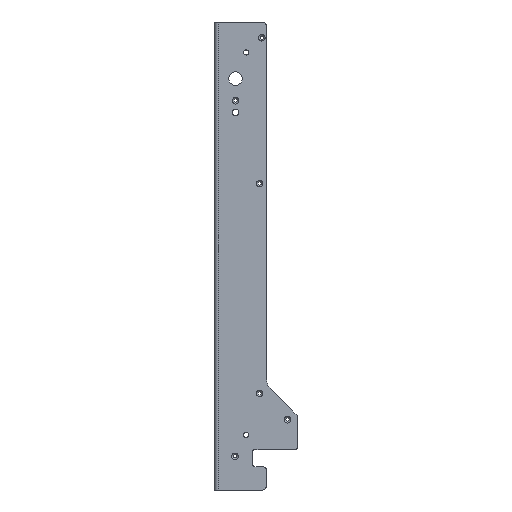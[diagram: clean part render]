
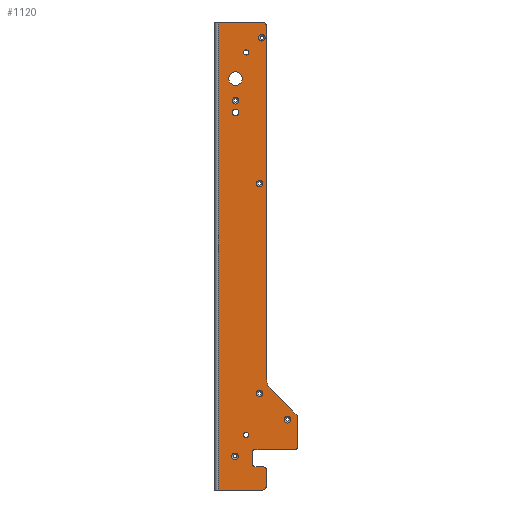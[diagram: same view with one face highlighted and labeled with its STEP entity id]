
A CAD part, front view. The second image highlights one B-rep face of the part: STEP entity #1120.
In plain terms, the highlighted planar face has unit normal (0, -1, 0).
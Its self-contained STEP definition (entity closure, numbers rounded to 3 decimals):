
#24=FACE_BOUND('',#166,.T.);
#25=FACE_BOUND('',#167,.T.);
#26=FACE_BOUND('',#168,.T.);
#27=FACE_BOUND('',#169,.T.);
#28=FACE_BOUND('',#170,.T.);
#29=FACE_BOUND('',#171,.T.);
#30=FACE_BOUND('',#172,.T.);
#31=FACE_BOUND('',#173,.T.);
#32=FACE_BOUND('',#174,.T.);
#33=FACE_BOUND('',#175,.T.);
#79=PLANE('',#1188);
#101=FACE_OUTER_BOUND('',#165,.T.);
#165=EDGE_LOOP('',(#786,#787,#788,#789,#790,#791,#792,#793,#794,#795,#796,
#797,#798,#799,#800,#801,#802,#803));
#166=EDGE_LOOP('',(#804));
#167=EDGE_LOOP('',(#805));
#168=EDGE_LOOP('',(#806));
#169=EDGE_LOOP('',(#807));
#170=EDGE_LOOP('',(#808));
#171=EDGE_LOOP('',(#809));
#172=EDGE_LOOP('',(#810));
#173=EDGE_LOOP('',(#811));
#174=EDGE_LOOP('',(#812));
#175=EDGE_LOOP('',(#813));
#283=LINE('',#1697,#359);
#286=LINE('',#1703,#362);
#287=LINE('',#1707,#363);
#288=LINE('',#1711,#364);
#289=LINE('',#1715,#365);
#290=LINE('',#1719,#366);
#291=LINE('',#1723,#367);
#292=LINE('',#1727,#368);
#293=LINE('',#1729,#369);
#294=LINE('',#1731,#370);
#359=VECTOR('',#1337,15.);
#362=VECTOR('',#1342,8.);
#363=VECTOR('',#1345,12.5);
#364=VECTOR('',#1348,38.);
#365=VECTOR('',#1351,27.757);
#366=VECTOR('',#1354,36.213);
#367=VECTOR('',#1357,336.529);
#368=VECTOR('',#1360,42.);
#369=VECTOR('',#1361,446.);
#370=VECTOR('',#1362,42.);
#434=CIRCLE('',#1186,3.);
#435=CIRCLE('',#1189,2.);
#436=CIRCLE('',#1190,2.);
#437=CIRCLE('',#1191,3.);
#438=CIRCLE('',#1192,3.);
#439=CIRCLE('',#1193,12.);
#440=CIRCLE('',#1194,4.);
#441=CIRCLE('',#1195,4.);
#442=CIRCLE('',#1196,6.5);
#443=CIRCLE('',#1197,3.15);
#444=CIRCLE('',#1198,3.15);
#445=CIRCLE('',#1199,3.15);
#446=CIRCLE('',#1200,3.15);
#447=CIRCLE('',#1201,2.459);
#448=CIRCLE('',#1202,2.459);
#449=CIRCLE('',#1203,3.15);
#450=CIRCLE('',#1204,3.15);
#451=CIRCLE('',#1205,3.15);
#512=VERTEX_POINT('',#1690);
#513=VERTEX_POINT('',#1692);
#514=VERTEX_POINT('',#1696);
#516=VERTEX_POINT('',#1702);
#517=VERTEX_POINT('',#1704);
#518=VERTEX_POINT('',#1706);
#519=VERTEX_POINT('',#1708);
#520=VERTEX_POINT('',#1710);
#521=VERTEX_POINT('',#1712);
#522=VERTEX_POINT('',#1714);
#523=VERTEX_POINT('',#1716);
#524=VERTEX_POINT('',#1718);
#525=VERTEX_POINT('',#1720);
#526=VERTEX_POINT('',#1722);
#527=VERTEX_POINT('',#1724);
#528=VERTEX_POINT('',#1726);
#529=VERTEX_POINT('',#1728);
#530=VERTEX_POINT('',#1730);
#531=VERTEX_POINT('',#1733);
#532=VERTEX_POINT('',#1735);
#533=VERTEX_POINT('',#1737);
#534=VERTEX_POINT('',#1739);
#535=VERTEX_POINT('',#1741);
#536=VERTEX_POINT('',#1743);
#537=VERTEX_POINT('',#1745);
#538=VERTEX_POINT('',#1747);
#539=VERTEX_POINT('',#1749);
#540=VERTEX_POINT('',#1751);
#627=EDGE_CURVE('',#512,#513,#434,.T.);
#629=EDGE_CURVE('',#514,#513,#283,.T.);
#632=EDGE_CURVE('',#512,#516,#286,.T.);
#633=EDGE_CURVE('',#517,#516,#435,.T.);
#634=EDGE_CURVE('',#517,#518,#287,.T.);
#635=EDGE_CURVE('',#519,#518,#436,.T.);
#636=EDGE_CURVE('',#519,#520,#288,.T.);
#637=EDGE_CURVE('',#521,#520,#437,.T.);
#638=EDGE_CURVE('',#521,#522,#289,.T.);
#639=EDGE_CURVE('',#523,#522,#438,.T.);
#640=EDGE_CURVE('',#523,#524,#290,.T.);
#641=EDGE_CURVE('',#525,#524,#439,.T.);
#642=EDGE_CURVE('',#525,#526,#291,.T.);
#643=EDGE_CURVE('',#527,#526,#440,.T.);
#644=EDGE_CURVE('',#527,#528,#292,.T.);
#645=EDGE_CURVE('',#529,#528,#293,.T.);
#646=EDGE_CURVE('',#529,#530,#294,.T.);
#647=EDGE_CURVE('',#514,#530,#441,.T.);
#648=EDGE_CURVE('',#531,#531,#442,.T.);
#649=EDGE_CURVE('',#532,#532,#443,.T.);
#650=EDGE_CURVE('',#533,#533,#444,.T.);
#651=EDGE_CURVE('',#534,#534,#445,.T.);
#652=EDGE_CURVE('',#535,#535,#446,.T.);
#653=EDGE_CURVE('',#536,#536,#447,.T.);
#654=EDGE_CURVE('',#537,#537,#448,.T.);
#655=EDGE_CURVE('',#538,#538,#449,.T.);
#656=EDGE_CURVE('',#539,#539,#450,.T.);
#657=EDGE_CURVE('',#540,#540,#451,.T.);
#786=ORIENTED_EDGE('',*,*,#627,.F.);
#787=ORIENTED_EDGE('',*,*,#632,.T.);
#788=ORIENTED_EDGE('',*,*,#633,.F.);
#789=ORIENTED_EDGE('',*,*,#634,.T.);
#790=ORIENTED_EDGE('',*,*,#635,.F.);
#791=ORIENTED_EDGE('',*,*,#636,.T.);
#792=ORIENTED_EDGE('',*,*,#637,.F.);
#793=ORIENTED_EDGE('',*,*,#638,.T.);
#794=ORIENTED_EDGE('',*,*,#639,.F.);
#795=ORIENTED_EDGE('',*,*,#640,.T.);
#796=ORIENTED_EDGE('',*,*,#641,.F.);
#797=ORIENTED_EDGE('',*,*,#642,.T.);
#798=ORIENTED_EDGE('',*,*,#643,.F.);
#799=ORIENTED_EDGE('',*,*,#644,.T.);
#800=ORIENTED_EDGE('',*,*,#645,.F.);
#801=ORIENTED_EDGE('',*,*,#646,.T.);
#802=ORIENTED_EDGE('',*,*,#647,.F.);
#803=ORIENTED_EDGE('',*,*,#629,.T.);
#804=ORIENTED_EDGE('',*,*,#648,.T.);
#805=ORIENTED_EDGE('',*,*,#649,.T.);
#806=ORIENTED_EDGE('',*,*,#650,.T.);
#807=ORIENTED_EDGE('',*,*,#651,.T.);
#808=ORIENTED_EDGE('',*,*,#652,.T.);
#809=ORIENTED_EDGE('',*,*,#653,.T.);
#810=ORIENTED_EDGE('',*,*,#654,.T.);
#811=ORIENTED_EDGE('',*,*,#655,.T.);
#812=ORIENTED_EDGE('',*,*,#656,.T.);
#813=ORIENTED_EDGE('',*,*,#657,.T.);
#1120=ADVANCED_FACE('',(#101,#24,#25,#26,#27,#28,#29,#30,#31,#32,#33),#79,
 .T.);
#1186=AXIS2_PLACEMENT_3D('',#1693,#1332,#1333);
#1188=AXIS2_PLACEMENT_3D('',#1701,#1340,#1341);
#1189=AXIS2_PLACEMENT_3D('',#1705,#1343,#1344);
#1190=AXIS2_PLACEMENT_3D('',#1709,#1346,#1347);
#1191=AXIS2_PLACEMENT_3D('',#1713,#1349,#1350);
#1192=AXIS2_PLACEMENT_3D('',#1717,#1352,#1353);
#1193=AXIS2_PLACEMENT_3D('',#1721,#1355,#1356);
#1194=AXIS2_PLACEMENT_3D('',#1725,#1358,#1359);
#1195=AXIS2_PLACEMENT_3D('',#1732,#1363,#1364);
#1196=AXIS2_PLACEMENT_3D('',#1734,#1365,#1366);
#1197=AXIS2_PLACEMENT_3D('',#1736,#1367,#1368);
#1198=AXIS2_PLACEMENT_3D('',#1738,#1369,#1370);
#1199=AXIS2_PLACEMENT_3D('',#1740,#1371,#1372);
#1200=AXIS2_PLACEMENT_3D('',#1742,#1373,#1374);
#1201=AXIS2_PLACEMENT_3D('',#1744,#1375,#1376);
#1202=AXIS2_PLACEMENT_3D('',#1746,#1377,#1378);
#1203=AXIS2_PLACEMENT_3D('',#1748,#1379,#1380);
#1204=AXIS2_PLACEMENT_3D('',#1750,#1381,#1382);
#1205=AXIS2_PLACEMENT_3D('',#1752,#1383,#1384);
#1332=DIRECTION('center_axis',(0.,1.,0.));
#1333=DIRECTION('ref_axis',(0.707,0.,0.707));
#1337=DIRECTION('',(0.,0.,1.));
#1340=DIRECTION('center_axis',(0.,-1.,0.));
#1341=DIRECTION('ref_axis',(0.,0.,-1.));
#1342=DIRECTION('',(-1.,0.,0.));
#1343=DIRECTION('center_axis',(0.,-1.,0.));
#1344=DIRECTION('ref_axis',(-0.707,0.,-0.707));
#1345=DIRECTION('',(0.,0.,1.));
#1346=DIRECTION('center_axis',(0.,-1.,0.));
#1347=DIRECTION('ref_axis',(-0.707,0.,0.707));
#1348=DIRECTION('',(1.,0.,0.));
#1349=DIRECTION('center_axis',(0.,1.,0.));
#1350=DIRECTION('ref_axis',(0.707,0.,-0.707));
#1351=DIRECTION('',(0.,0.,1.));
#1352=DIRECTION('center_axis',(0.,1.,0.));
#1353=DIRECTION('ref_axis',(0.924,0.,0.383));
#1354=DIRECTION('',(-0.707,0.,0.707));
#1355=DIRECTION('center_axis',(0.,-1.,0.));
#1356=DIRECTION('ref_axis',(-0.924,0.,-0.383));
#1357=DIRECTION('',(0.,0.,1.));
#1358=DIRECTION('center_axis',(0.,1.,0.));
#1359=DIRECTION('ref_axis',(0.707,0.,0.707));
#1360=DIRECTION('',(-1.,0.,0.));
#1361=DIRECTION('',(0.,0.,1.));
#1362=DIRECTION('',(1.,0.,0.));
#1363=DIRECTION('center_axis',(0.,1.,0.));
#1364=DIRECTION('ref_axis',(0.707,0.,-0.707));
#1365=DIRECTION('center_axis',(0.,1.,0.));
#1366=DIRECTION('ref_axis',(-1.,0.,0.));
#1367=DIRECTION('center_axis',(0.,1.,0.));
#1368=DIRECTION('ref_axis',(0.,0.,1.));
#1369=DIRECTION('center_axis',(0.,1.,0.));
#1370=DIRECTION('ref_axis',(0.,0.,1.));
#1371=DIRECTION('center_axis',(0.,1.,0.));
#1372=DIRECTION('ref_axis',(1.,0.,0.));
#1373=DIRECTION('center_axis',(0.,1.,0.));
#1374=DIRECTION('ref_axis',(1.,0.,0.));
#1375=DIRECTION('center_axis',(0.,1.,0.));
#1376=DIRECTION('ref_axis',(1.,0.,0.));
#1377=DIRECTION('center_axis',(0.,1.,0.));
#1378=DIRECTION('ref_axis',(1.,0.,0.));
#1379=DIRECTION('center_axis',(0.,1.,0.));
#1380=DIRECTION('ref_axis',(1.,0.,0.));
#1381=DIRECTION('center_axis',(0.,1.,0.));
#1382=DIRECTION('ref_axis',(1.,0.,0.));
#1383=DIRECTION('center_axis',(0.,1.,0.));
#1384=DIRECTION('ref_axis',(-1.,0.,0.));
#1690=CARTESIAN_POINT('',(47.,0.,-201.));
#1692=CARTESIAN_POINT('',(50.,0.,-204.));
#1693=CARTESIAN_POINT('Origin',(47.,0.,-204.));
#1696=CARTESIAN_POINT('',(50.,0.,-219.));
#1697=CARTESIAN_POINT('',(50.,0.,-100.5));
#1701=CARTESIAN_POINT('Origin',(50.,0.,0.));
#1702=CARTESIAN_POINT('',(39.,0.,-201.));
#1703=CARTESIAN_POINT('',(43.5,0.,-201.));
#1704=CARTESIAN_POINT('',(37.,0.,-199.));
#1705=CARTESIAN_POINT('Origin',(39.,0.,-199.));
#1706=CARTESIAN_POINT('',(37.,0.,-186.5));
#1707=CARTESIAN_POINT('',(37.,0.,-92.25));
#1708=CARTESIAN_POINT('',(39.,0.,-184.5));
#1709=CARTESIAN_POINT('Origin',(39.,0.,-186.5));
#1710=CARTESIAN_POINT('',(77.,0.,-184.5));
#1711=CARTESIAN_POINT('',(65.,0.,-184.5));
#1712=CARTESIAN_POINT('',(80.,0.,-181.5));
#1713=CARTESIAN_POINT('Origin',(77.,0.,-181.5));
#1714=CARTESIAN_POINT('',(80.,0.,-153.743));
#1715=CARTESIAN_POINT('',(80.,0.,-206.));
#1716=CARTESIAN_POINT('',(79.121,0.,-151.621));
#1717=CARTESIAN_POINT('Origin',(77.,0.,-153.743));
#1718=CARTESIAN_POINT('',(53.515,0.,-126.015));
#1719=CARTESIAN_POINT('',(80.,0.,-152.5));
#1720=CARTESIAN_POINT('',(50.,0.,-117.529));
#1721=CARTESIAN_POINT('Origin',(62.,0.,-117.529));
#1722=CARTESIAN_POINT('',(50.,0.,219.));
#1723=CARTESIAN_POINT('',(50.,0.,0.));
#1724=CARTESIAN_POINT('',(46.,0.,223.));
#1725=CARTESIAN_POINT('Origin',(46.,0.,219.));
#1726=CARTESIAN_POINT('',(4.,0.,223.));
#1727=CARTESIAN_POINT('',(0.,0.,223.));
#1728=CARTESIAN_POINT('',(4.,0.,-223.));
#1729=CARTESIAN_POINT('',(4.,0.,0.));
#1730=CARTESIAN_POINT('',(46.,0.,-223.));
#1731=CARTESIAN_POINT('',(0.,0.,-223.));
#1732=CARTESIAN_POINT('Origin',(46.,0.,-219.));
#1733=CARTESIAN_POINT('',(27.,0.,169.));
#1734=CARTESIAN_POINT('Origin',(20.5,0.,169.));
#1735=CARTESIAN_POINT('',(45.5,0.,211.15));
#1736=CARTESIAN_POINT('Origin',(45.5,0.,208.));
#1737=CARTESIAN_POINT('',(20.5,0.,151.15));
#1738=CARTESIAN_POINT('Origin',(20.5,0.,148.));
#1739=CARTESIAN_POINT('',(73.15,0.,-156.));
#1740=CARTESIAN_POINT('Origin',(70.,0.,-156.));
#1741=CARTESIAN_POINT('',(23.15,0.,-191.));
#1742=CARTESIAN_POINT('Origin',(20.,0.,-191.));
#1743=CARTESIAN_POINT('',(32.959,0.,194.));
#1744=CARTESIAN_POINT('Origin',(30.5,0.,194.));
#1745=CARTESIAN_POINT('',(32.959,0.,-170.5));
#1746=CARTESIAN_POINT('Origin',(30.5,0.,-170.5));
#1747=CARTESIAN_POINT('',(46.65,0.,69.));
#1748=CARTESIAN_POINT('Origin',(43.5,0.,69.));
#1749=CARTESIAN_POINT('',(46.65,0.,-131.));
#1750=CARTESIAN_POINT('Origin',(43.5,0.,-131.));
#1751=CARTESIAN_POINT('',(23.65,0.,136.85));
#1752=CARTESIAN_POINT('Origin',(20.5,0.,136.85));
